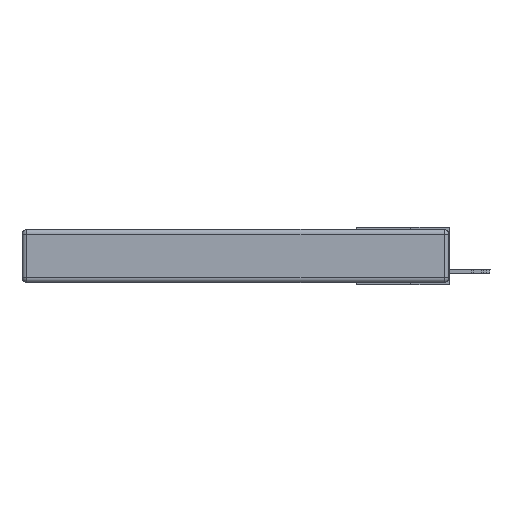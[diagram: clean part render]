
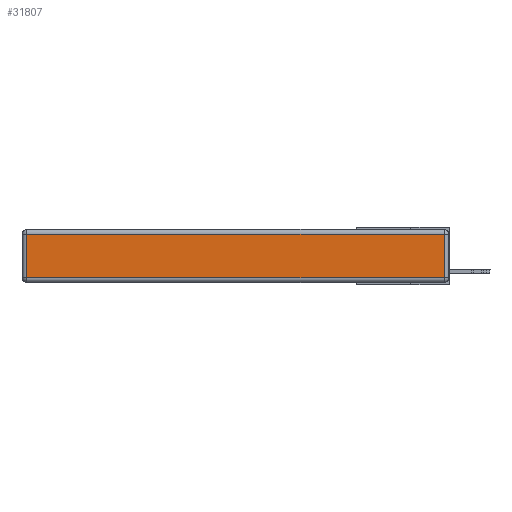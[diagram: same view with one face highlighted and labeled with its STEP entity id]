
A CAD part, left-side view. The second image highlights one B-rep face of the part: STEP entity #31807.
In plain terms, the highlighted planar face has unit normal (-1, 0, 0).
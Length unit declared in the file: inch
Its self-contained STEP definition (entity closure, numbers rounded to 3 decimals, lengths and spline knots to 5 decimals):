
#1100 = AXIS2_PLACEMENT_3D ( 'NONE', #12517, #7168, #12176 ) ;
#1837 = VECTOR ( 'NONE', #26927, 39.37008 ) ;
#1855 = VECTOR ( 'NONE', #34444, 39.37008 ) ;
#2328 = CARTESIAN_POINT ( 'NONE',  ( 0., 0., -0.313 ) ) ;
#2516 = VERTEX_POINT ( 'NONE', #6570 ) ;
#3400 = CARTESIAN_POINT ( 'NONE',  ( 0., 2.75, -0.03 ) ) ;
#3836 = EDGE_CURVE ( 'NONE', #20695, #5640, #27211, .T. ) ;
#5406 = ORIENTED_EDGE ( 'NONE', *, *, #20021, .T. ) ;
#5640 = VERTEX_POINT ( 'NONE', #28937 ) ;
#6570 = CARTESIAN_POINT ( 'NONE',  ( 0., 0.03, -0.313 ) ) ;
#7004 = EDGE_CURVE ( 'NONE', #25943, #2516, #14925, .T. ) ;
#7168 = DIRECTION ( 'NONE',  ( -1., 0., 0. ) ) ;
#8739 = ORIENTED_EDGE ( 'NONE', *, *, #7004, .T. ) ;
#8955 = LINE ( 'NONE', #18939, #1837 ) ;
#10229 = CARTESIAN_POINT ( 'NONE',  ( 0., 0.03, -0.03 ) ) ;
#11869 = LINE ( 'NONE', #29305, #1855 ) ;
#12176 = DIRECTION ( 'NONE',  ( 0., 0., 1. ) ) ;
#12517 = CARTESIAN_POINT ( 'NONE',  ( 0., 0., -0.343 ) ) ;
#14925 = LINE ( 'NONE', #2328, #25739 ) ;
#18939 = CARTESIAN_POINT ( 'NONE',  ( 0., 0.03, -0.343 ) ) ;
#18997 = EDGE_LOOP ( 'NONE', ( #8739, #5406, #26753, #20370 ) ) ;
#20021 = EDGE_CURVE ( 'NONE', #2516, #20695, #8955, .T. ) ;
#20150 = VECTOR ( 'NONE', #29947, 39.37008 ) ;
#20370 = ORIENTED_EDGE ( 'NONE', *, *, #33787, .T. ) ;
#20695 = VERTEX_POINT ( 'NONE', #10229 ) ;
#22880 = PLANE ( 'NONE',  #1100 ) ;
#23984 = DIRECTION ( 'NONE',  ( 0., -1., 0. ) ) ;
#25739 = VECTOR ( 'NONE', #23984, 39.37008 ) ;
#25943 = VERTEX_POINT ( 'NONE', #26549 ) ;
#26549 = CARTESIAN_POINT ( 'NONE',  ( 0., 2.72, -0.313 ) ) ;
#26753 = ORIENTED_EDGE ( 'NONE', *, *, #3836, .T. ) ;
#26927 = DIRECTION ( 'NONE',  ( 0., 0., 1. ) ) ;
#27211 = LINE ( 'NONE', #3400, #20150 ) ;
#28937 = CARTESIAN_POINT ( 'NONE',  ( 0., 2.72, -0.03 ) ) ;
#29305 = CARTESIAN_POINT ( 'NONE',  ( 0., 2.72, -0.343 ) ) ;
#29947 = DIRECTION ( 'NONE',  ( 0., 1., 0. ) ) ;
#31807 = ADVANCED_FACE ( 'NONE', ( #32080 ), #22880, .T. ) ;
#32080 = FACE_OUTER_BOUND ( 'NONE', #18997, .T. ) ;
#33787 = EDGE_CURVE ( 'NONE', #5640, #25943, #11869, .T. ) ;
#34444 = DIRECTION ( 'NONE',  ( 0., 0., -1. ) ) ;
